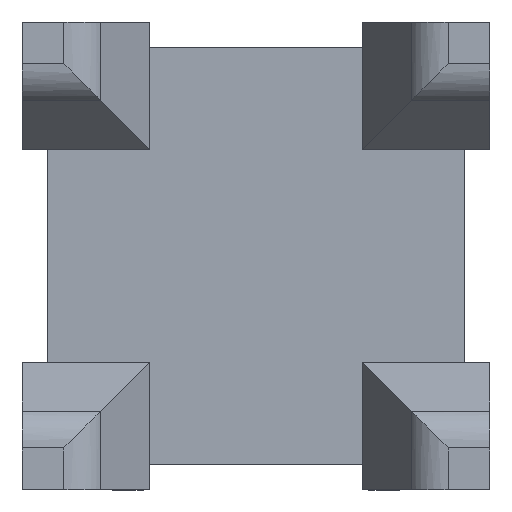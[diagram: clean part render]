
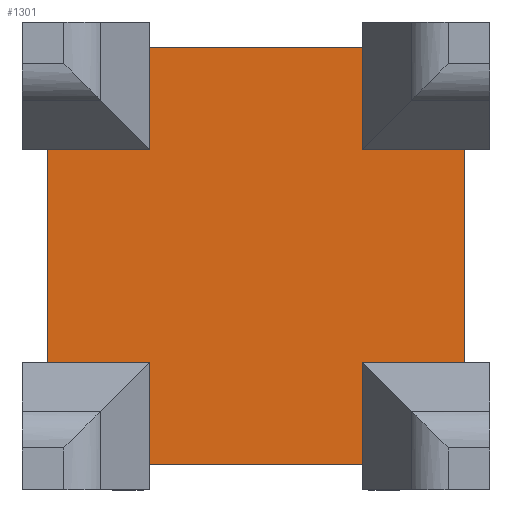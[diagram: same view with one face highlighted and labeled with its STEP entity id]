
A CAD part, top view. The second image highlights one B-rep face of the part: STEP entity #1301.
In plain terms, the highlighted planar face has unit normal (0, 0, 1).
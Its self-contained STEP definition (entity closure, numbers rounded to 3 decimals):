
#22 = EDGE_CURVE ( 'NONE', #840, #1754, #2051, .T. ) ;
#125 = CARTESIAN_POINT ( 'NONE',  ( 5., 5., 6. ) ) ;
#134 = LINE ( 'NONE', #318, #974 ) ;
#155 = CARTESIAN_POINT ( 'NONE',  ( -5., 5., 6. ) ) ;
#164 = DIRECTION ( 'NONE',  ( 0., -1., 0. ) ) ;
#168 = EDGE_CURVE ( 'NONE', #1387, #1267, #915, .T. ) ;
#188 = VERTEX_POINT ( 'NONE', #1510 ) ;
#204 = DIRECTION ( 'NONE',  ( 0., 1., 0. ) ) ;
#214 = VECTOR ( 'NONE', #164, 1000. ) ;
#215 = DIRECTION ( 'NONE',  ( -1., 0., 0. ) ) ;
#222 = ORIENTED_EDGE ( 'NONE', *, *, #480, .T. ) ;
#240 = CARTESIAN_POINT ( 'NONE',  ( -9.8, 5., 6. ) ) ;
#246 = LINE ( 'NONE', #1003, #1795 ) ;
#249 = DIRECTION ( 'NONE',  ( 0., -1., 0. ) ) ;
#275 = EDGE_CURVE ( 'NONE', #2091, #1283, #1835, .T. ) ;
#278 = DIRECTION ( 'NONE',  ( 0., -1., 0. ) ) ;
#298 = DIRECTION ( 'NONE',  ( -1., 0., 0. ) ) ;
#318 = CARTESIAN_POINT ( 'NONE',  ( 11., -5., 6. ) ) ;
#319 = EDGE_CURVE ( 'NONE', #2016, #838, #1954, .T. ) ;
#321 = ORIENTED_EDGE ( 'NONE', *, *, #168, .F. ) ;
#353 = VECTOR ( 'NONE', #1348, 1000. ) ;
#376 = VERTEX_POINT ( 'NONE', #1419 ) ;
#384 = LINE ( 'NONE', #643, #2070 ) ;
#398 = VERTEX_POINT ( 'NONE', #1913 ) ;
#432 = CARTESIAN_POINT ( 'NONE',  ( -5., -5., 6. ) ) ;
#451 = ORIENTED_EDGE ( 'NONE', *, *, #1288, .T. ) ;
#474 = ORIENTED_EDGE ( 'NONE', *, *, #275, .T. ) ;
#477 = CARTESIAN_POINT ( 'NONE',  ( 5., -5., 6. ) ) ;
#480 = EDGE_CURVE ( 'NONE', #1283, #1267, #384, .T. ) ;
#486 = EDGE_LOOP ( 'NONE', ( #451, #1483, #1337, #2089, #1104, #1471, #1536, #1935, #474, #222, #321, #1923 ) ) ;
#490 = VECTOR ( 'NONE', #215, 1000. ) ;
#504 = CARTESIAN_POINT ( 'NONE',  ( -9.8, 11., 6. ) ) ;
#509 = CARTESIAN_POINT ( 'NONE',  ( 5., 11., 6. ) ) ;
#643 = CARTESIAN_POINT ( 'NONE',  ( 11., 5., 6. ) ) ;
#707 = VECTOR ( 'NONE', #204, 1000. ) ;
#750 = LINE ( 'NONE', #1436, #1260 ) ;
#792 = LINE ( 'NONE', #1776, #214 ) ;
#831 = CARTESIAN_POINT ( 'NONE',  ( 9.8, 5., 6. ) ) ;
#838 = VERTEX_POINT ( 'NONE', #125 ) ;
#840 = VERTEX_POINT ( 'NONE', #966 ) ;
#885 = CARTESIAN_POINT ( 'NONE',  ( -11., -9.8, 6. ) ) ;
#897 = EDGE_CURVE ( 'NONE', #2091, #188, #246, .T. ) ;
#915 = LINE ( 'NONE', #504, #353 ) ;
#961 = DIRECTION ( 'NONE',  ( 1., 0., 0. ) ) ;
#966 = CARTESIAN_POINT ( 'NONE',  ( 5., -9.8, 6. ) ) ;
#969 = DIRECTION ( 'NONE',  ( 0., 1., 0. ) ) ;
#974 = VECTOR ( 'NONE', #961, 1000. ) ;
#1003 = CARTESIAN_POINT ( 'NONE',  ( -11., 9.8, 6. ) ) ;
#1023 = CARTESIAN_POINT ( 'NONE',  ( -9.8, -5., 6. ) ) ;
#1056 = VECTOR ( 'NONE', #249, 1000. ) ;
#1089 = VECTOR ( 'NONE', #1390, 1000. ) ;
#1104 = ORIENTED_EDGE ( 'NONE', *, *, #1546, .F. ) ;
#1107 = PLANE ( 'NONE',  #1596 ) ;
#1167 = DIRECTION ( 'NONE',  ( 1., 0., 0. ) ) ;
#1173 = EDGE_CURVE ( 'NONE', #1754, #398, #1692, .T. ) ;
#1180 = FACE_OUTER_BOUND ( 'NONE', #486, .T. ) ;
#1260 = VECTOR ( 'NONE', #969, 1000. ) ;
#1261 = VERTEX_POINT ( 'NONE', #432 ) ;
#1267 = VERTEX_POINT ( 'NONE', #240 ) ;
#1276 = DIRECTION ( 'NONE',  ( 0., 0., -1. ) ) ;
#1283 = VERTEX_POINT ( 'NONE', #155 ) ;
#1288 = EDGE_CURVE ( 'NONE', #1261, #376, #792, .T. ) ;
#1301 = ADVANCED_FACE ( 'NONE', ( #1180 ), #1107, .F. ) ;
#1337 = ORIENTED_EDGE ( 'NONE', *, *, #22, .T. ) ;
#1348 = DIRECTION ( 'NONE',  ( 0., 1., 0. ) ) ;
#1361 = VECTOR ( 'NONE', #1878, 1000. ) ;
#1366 = LINE ( 'NONE', #2049, #1056 ) ;
#1387 = VERTEX_POINT ( 'NONE', #1023 ) ;
#1390 = DIRECTION ( 'NONE',  ( -1., 0., 0. ) ) ;
#1401 = CARTESIAN_POINT ( 'NONE',  ( 11., 5., 6. ) ) ;
#1406 = EDGE_CURVE ( 'NONE', #840, #376, #1429, .T. ) ;
#1419 = CARTESIAN_POINT ( 'NONE',  ( -5., -9.8, 6. ) ) ;
#1429 = LINE ( 'NONE', #885, #490 ) ;
#1436 = CARTESIAN_POINT ( 'NONE',  ( 5., 11., 6. ) ) ;
#1471 = ORIENTED_EDGE ( 'NONE', *, *, #319, .T. ) ;
#1483 = ORIENTED_EDGE ( 'NONE', *, *, #1406, .F. ) ;
#1510 = CARTESIAN_POINT ( 'NONE',  ( 5., 9.8, 6. ) ) ;
#1536 = ORIENTED_EDGE ( 'NONE', *, *, #1731, .T. ) ;
#1546 = EDGE_CURVE ( 'NONE', #2016, #398, #1366, .T. ) ;
#1555 = CARTESIAN_POINT ( 'NONE',  ( 11., -5., 6. ) ) ;
#1576 = CARTESIAN_POINT ( 'NONE',  ( -5., 11., 6. ) ) ;
#1596 = AXIS2_PLACEMENT_3D ( 'NONE', #1790, #1276, #298 ) ;
#1650 = DIRECTION ( 'NONE',  ( -1., 0., 0. ) ) ;
#1692 = LINE ( 'NONE', #1555, #1361 ) ;
#1731 = EDGE_CURVE ( 'NONE', #838, #188, #750, .T. ) ;
#1754 = VERTEX_POINT ( 'NONE', #477 ) ;
#1756 = EDGE_CURVE ( 'NONE', #1387, #1261, #134, .T. ) ;
#1776 = CARTESIAN_POINT ( 'NONE',  ( -5., 11., 6. ) ) ;
#1782 = VECTOR ( 'NONE', #278, 1000. ) ;
#1790 = CARTESIAN_POINT ( 'NONE',  ( -11., 11., 6. ) ) ;
#1795 = VECTOR ( 'NONE', #1167, 1000. ) ;
#1835 = LINE ( 'NONE', #1576, #1782 ) ;
#1867 = CARTESIAN_POINT ( 'NONE',  ( -5., 9.8, 6. ) ) ;
#1878 = DIRECTION ( 'NONE',  ( 1., 0., 0. ) ) ;
#1913 = CARTESIAN_POINT ( 'NONE',  ( 9.8, -5., 6. ) ) ;
#1923 = ORIENTED_EDGE ( 'NONE', *, *, #1756, .T. ) ;
#1935 = ORIENTED_EDGE ( 'NONE', *, *, #897, .F. ) ;
#1954 = LINE ( 'NONE', #1401, #1089 ) ;
#2016 = VERTEX_POINT ( 'NONE', #831 ) ;
#2049 = CARTESIAN_POINT ( 'NONE',  ( 9.8, 11., 6. ) ) ;
#2051 = LINE ( 'NONE', #509, #707 ) ;
#2070 = VECTOR ( 'NONE', #1650, 1000. ) ;
#2089 = ORIENTED_EDGE ( 'NONE', *, *, #1173, .T. ) ;
#2091 = VERTEX_POINT ( 'NONE', #1867 ) ;
